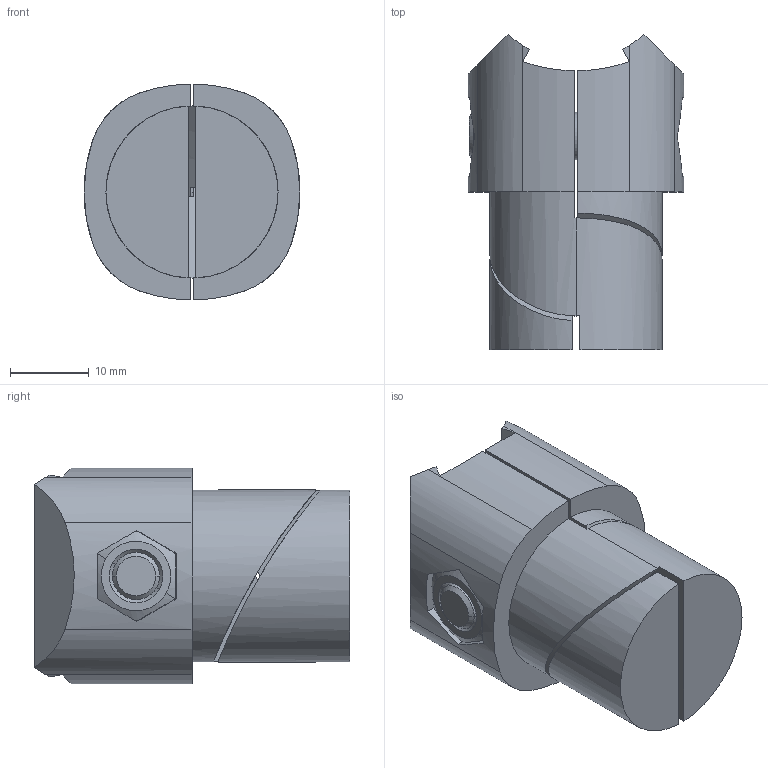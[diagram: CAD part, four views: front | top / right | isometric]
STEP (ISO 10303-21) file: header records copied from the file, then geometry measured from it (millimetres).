
FILE_DESCRIPTION(/* description */ (''),/* implementation_level */ '2;1');
FILE_NAME(/* name */ '41D-130-0.stp',/* time_stamp */ '2022-07-21T10:49:19-04:00',/* author */ ('aorselli'),/* organization */ (''),/* preprocessor_version */ 'ST-DEVELOPER v18.1',/* originating_system */ 'AutoCAD Mechanical',/* authorisation */ '');
FILE_SCHEMA (('AUTOMOTIVE_DESIGN { 1 0 10303 214 3 1 1 }'));
Length unit declared in the file: millimetre
Products named in the file (1): 41D-130-0
Bounding box: 27.36 x 40 x 27.35 mm (x, y, z)
Volume: 17130.3 mm3; surface area: 8314.4 mm2
Topology: 4 solids, 4 shells, 97 faces, 244 edges, 157 vertices
Faces by surface type: plane 43, cylinder 42, cone 12
Entity records: 3269 total; most frequent: CARTESIAN_POINT 959, ORIENTED_EDGE 484, DIRECTION 456, EDGE_CURVE 242, AXIS2_PLACEMENT_3D 172, VERTEX_POINT 157, LINE 112, VECTOR 112
